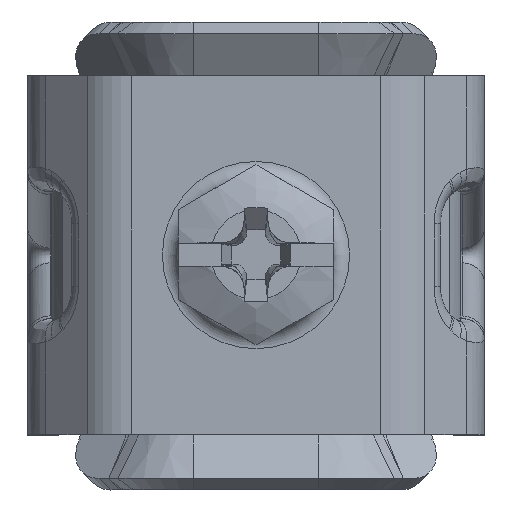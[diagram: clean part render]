
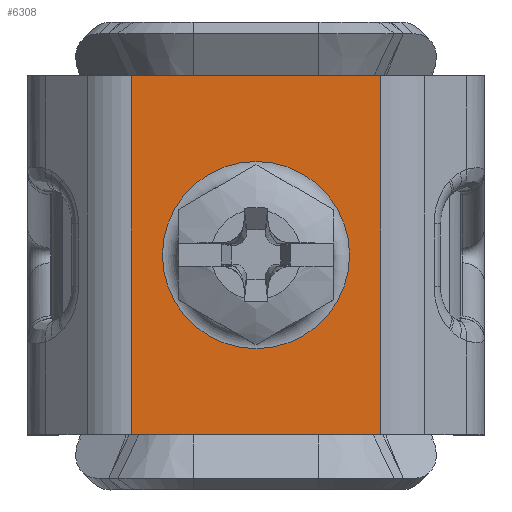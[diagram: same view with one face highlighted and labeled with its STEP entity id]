
A CAD part, top view. The second image highlights one B-rep face of the part: STEP entity #6308.
In plain terms, the highlighted planar face has unit normal (0, 0, 1).
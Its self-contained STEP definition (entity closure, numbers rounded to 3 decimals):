
#57=FACE_BOUND('',#2082,.T.);
#204=PLANE('',#6959);
#628=LINE('',#12734,#1156);
#629=LINE('',#12736,#1157);
#630=LINE('',#12738,#1158);
#631=LINE('',#12739,#1159);
#1156=VECTOR('',#8353,10.);
#1157=VECTOR('',#8354,10.);
#1158=VECTOR('',#8355,10.);
#1159=VECTOR('',#8356,10.);
#1682=FACE_OUTER_BOUND('',#2081,.T.);
#2081=EDGE_LOOP('',(#5182,#5183,#5184,#5185));
#2082=EDGE_LOOP('',(#5186));
#2471=CIRCLE('',#6955,6.);
#3028=VERTEX_POINT('',#12722);
#3031=VERTEX_POINT('',#12732);
#3032=VERTEX_POINT('',#12733);
#3033=VERTEX_POINT('',#12735);
#3034=VERTEX_POINT('',#12737);
#3794=EDGE_CURVE('',#3028,#3028,#2471,.T.);
#3798=EDGE_CURVE('',#3031,#3032,#628,.T.);
#3799=EDGE_CURVE('',#3033,#3032,#629,.T.);
#3800=EDGE_CURVE('',#3033,#3034,#630,.T.);
#3801=EDGE_CURVE('',#3031,#3034,#631,.T.);
#5182=ORIENTED_EDGE('',*,*,#3798,.T.);
#5183=ORIENTED_EDGE('',*,*,#3799,.F.);
#5184=ORIENTED_EDGE('',*,*,#3800,.T.);
#5185=ORIENTED_EDGE('',*,*,#3801,.F.);
#5186=ORIENTED_EDGE('',*,*,#3794,.F.);
#6308=ADVANCED_FACE('',(#1682,#57),#204,.T.);
#6955=AXIS2_PLACEMENT_3D('',#12724,#8342,#8343);
#6959=AXIS2_PLACEMENT_3D('',#12731,#8351,#8352);
#8342=DIRECTION('center_axis',(0.,0.,1.));
#8343=DIRECTION('ref_axis',(-1.,0.,0.));
#8351=DIRECTION('center_axis',(0.,0.,1.));
#8352=DIRECTION('ref_axis',(1.,0.,0.));
#8353=DIRECTION('',(0.,1.,0.));
#8354=DIRECTION('',(1.,0.,0.));
#8355=DIRECTION('',(0.,-1.,0.));
#8356=DIRECTION('',(-1.,0.,0.));
#12722=CARTESIAN_POINT('',(6.,-11.5,2.));
#12724=CARTESIAN_POINT('Origin',(0.,-11.5,2.));
#12731=CARTESIAN_POINT('Origin',(0.,-11.452,
2.));
#12732=CARTESIAN_POINT('',(8.,-23.,2.));
#12733=CARTESIAN_POINT('',(8.,0.,2.));
#12734=CARTESIAN_POINT('',(8.,-17.226,2.));
#12735=CARTESIAN_POINT('',(-8.,0.,2.));
#12736=CARTESIAN_POINT('',(41.,0.,2.));
#12737=CARTESIAN_POINT('',(-8.,-23.,2.));
#12738=CARTESIAN_POINT('',(-8.,-5.726,2.));
#12739=CARTESIAN_POINT('',(-40.,-23.,2.));
